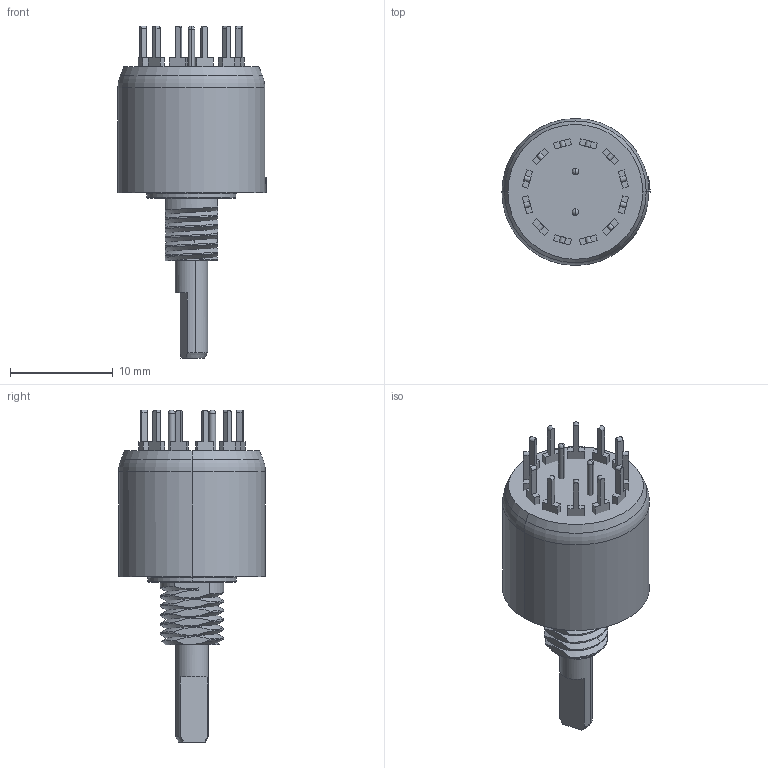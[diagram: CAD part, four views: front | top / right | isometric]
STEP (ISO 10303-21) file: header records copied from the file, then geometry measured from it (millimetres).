
FILE_DESCRIPTION((''),'2;1');
FILE_NAME('51MP30-01-2-06S_SW0001','2018-09-12T',('SBUENZLI'),(''),'PRO/ENGINEER BY PARAMETRIC TECHNOLOGY CORPORATION, 2016100','PRO/ENGINEER BY PARAMETRIC TECHNOLOGY CORPORATION, 2016100','');
FILE_SCHEMA(('CONFIG_CONTROL_DESIGN'));
Length unit declared in the file: inch
Products named in the file (1): 51MP30-01-2-06S_SW0001
Bounding box: 14.45 x 14.33 x 32.38 mm (x, y, z)
Surface area: 1494.7 mm2 (no closed solid volume)
Topology: 0 solids, 18 shells, 172 faces, 459 edges, 300 vertices
Faces by surface type: plane 117, cylinder 35, cone 6, torus 6, bspline 4, sphere 4
Entity records: 6838 total; most frequent: CARTESIAN_POINT 2679, ORIENTED_EDGE 841, DIRECTION 799, EDGE_CURVE 455, VECTOR 317, LINE 317, VERTEX_POINT 300, AXIS2_PLACEMENT_3D 241
